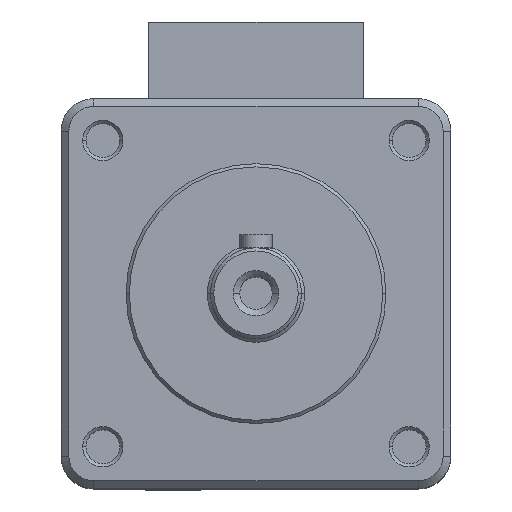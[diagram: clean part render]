
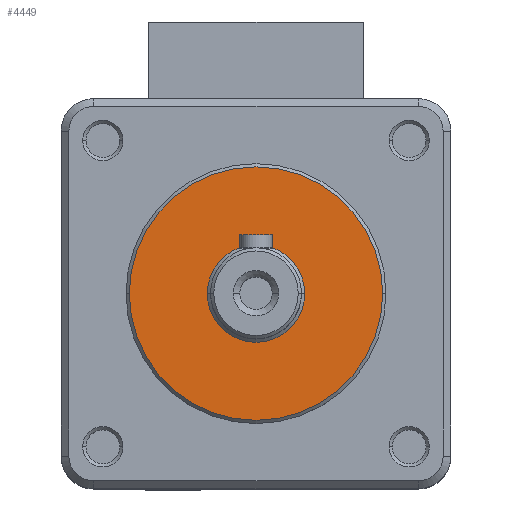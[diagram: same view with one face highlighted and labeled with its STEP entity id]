
A CAD part, top view. The second image highlights one B-rep face of the part: STEP entity #4449.
In plain terms, the highlighted planar face has unit normal (0, 0, 1).
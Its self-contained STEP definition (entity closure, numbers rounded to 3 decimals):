
#102 = DIRECTION ( 'NONE',  ( 1., 0., 0. ) ) ;
#144 = FACE_OUTER_BOUND ( 'NONE', #3433, .T. ) ;
#190 = AXIS2_PLACEMENT_3D ( 'NONE', #5329, #2450, #102 ) ;
#473 = ORIENTED_EDGE ( 'NONE', *, *, #4797, .F. ) ;
#591 = ORIENTED_EDGE ( 'NONE', *, *, #5983, .T. ) ;
#658 = AXIS2_PLACEMENT_3D ( 'NONE', #2977, #5414, #2527 ) ;
#866 = CIRCLE ( 'NONE', #658, 7.5 ) ;
#917 = PLANE ( 'NONE',  #4021 ) ;
#1400 = CARTESIAN_POINT ( 'NONE',  ( 0., 0., 42. ) ) ;
#1501 = VERTEX_POINT ( 'NONE', #5910 ) ;
#1638 = CIRCLE ( 'NONE', #190, 7.5 ) ;
#1669 = AXIS2_PLACEMENT_3D ( 'NONE', #4664, #4216, #1768 ) ;
#1768 = DIRECTION ( 'NONE',  ( 1., 0., 0. ) ) ;
#2298 = DIRECTION ( 'NONE',  ( 0., 0., 1. ) ) ;
#2379 = CARTESIAN_POINT ( 'NONE',  ( -7.5, 0., 42. ) ) ;
#2450 = DIRECTION ( 'NONE',  ( 0., 0., 1. ) ) ;
#2469 = AXIS2_PLACEMENT_3D ( 'NONE', #5273, #3493, #6197 ) ;
#2527 = DIRECTION ( 'NONE',  ( 1., 0., 0. ) ) ;
#2952 = EDGE_CURVE ( 'NONE', #1501, #3595, #4798, .T. ) ;
#2970 = CARTESIAN_POINT ( 'NONE',  ( -19.5, 0., 42. ) ) ;
#2977 = CARTESIAN_POINT ( 'NONE',  ( 0., 0., 42. ) ) ;
#3034 = VERTEX_POINT ( 'NONE', #2379 ) ;
#3208 = EDGE_LOOP ( 'NONE', ( #473, #4793 ) ) ;
#3273 = DIRECTION ( 'NONE',  ( 1., 0., 0. ) ) ;
#3433 = EDGE_LOOP ( 'NONE', ( #591, #5194 ) ) ;
#3493 = DIRECTION ( 'NONE',  ( 0., 0., 1. ) ) ;
#3595 = VERTEX_POINT ( 'NONE', #2970 ) ;
#4021 = AXIS2_PLACEMENT_3D ( 'NONE', #1400, #2298, #3273 ) ;
#4216 = DIRECTION ( 'NONE',  ( 0., 0., 1. ) ) ;
#4449 = ADVANCED_FACE ( 'NONE', ( #144, #5769 ), #917, .T. ) ;
#4546 = CIRCLE ( 'NONE', #1669, 19.5 ) ;
#4637 = VERTEX_POINT ( 'NONE', #6175 ) ;
#4664 = CARTESIAN_POINT ( 'NONE',  ( 0., 0., 42. ) ) ;
#4793 = ORIENTED_EDGE ( 'NONE', *, *, #5607, .F. ) ;
#4797 = EDGE_CURVE ( 'NONE', #3034, #4637, #1638, .T. ) ;
#4798 = CIRCLE ( 'NONE', #2469, 19.5 ) ;
#5194 = ORIENTED_EDGE ( 'NONE', *, *, #2952, .T. ) ;
#5273 = CARTESIAN_POINT ( 'NONE',  ( 0., 0., 42. ) ) ;
#5329 = CARTESIAN_POINT ( 'NONE',  ( 0., 0., 42. ) ) ;
#5414 = DIRECTION ( 'NONE',  ( 0., 0., 1. ) ) ;
#5607 = EDGE_CURVE ( 'NONE', #4637, #3034, #866, .T. ) ;
#5769 = FACE_BOUND ( 'NONE', #3208, .T. ) ;
#5910 = CARTESIAN_POINT ( 'NONE',  ( 19.5, 0., 42. ) ) ;
#5983 = EDGE_CURVE ( 'NONE', #3595, #1501, #4546, .T. ) ;
#6175 = CARTESIAN_POINT ( 'NONE',  ( 7.5, 0., 42. ) ) ;
#6197 = DIRECTION ( 'NONE',  ( 1., 0., 0. ) ) ;
